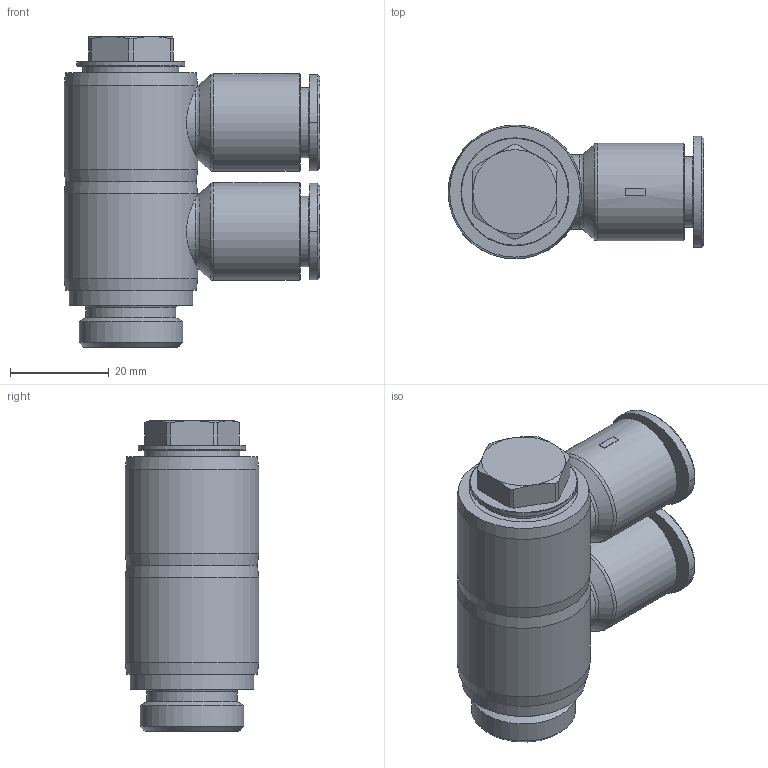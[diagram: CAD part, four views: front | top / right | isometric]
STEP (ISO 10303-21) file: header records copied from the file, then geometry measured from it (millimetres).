
FILE_DESCRIPTION((''),'2;1');
FILE_NAME('GPH_12G04(2)(3D).stp','2019-06-05T13:42:41',('Administrator'),(''),'Autodesk Inventor 2013','Autodesk Inventor 2013','');
FILE_SCHEMA(('CONFIG_CONTROL_DESIGN'));
Length unit declared in the file: millimetre
Products named in the file (3): GPH_12G04(2)(3D); ��ǰ1; GPH G04(2) BODY
Assembly tree (2 placements, depth 2):
  GPH_12G04(2)(3D)
    ��ǰ1
    GPH G04(2) BODY
Bounding box: 51.7 x 27 x 62.8 mm (x, y, z)
Volume: 56754.5 mm3; surface area: 17781.1 mm2
Topology: 4 solids, 5 shells, 773 faces, 2177 edges, 1444 vertices
Faces by surface type: plane 700, cylinder 27, cone 26, bspline 16, torus 4
Full cylindrical faces by diameter (mm): 12.2 x2, 14.2 x2, 18.2 x1, 19.4 x1, 19.7 x2, 20.96 x1, 21.8 x2, 22 x1, 25 x1, 27 x2
Entity records: 26065 total; most frequent: CARTESIAN_POINT 5550, ORIENTED_EDGE 4252, DIRECTION 3684, EDGE_CURVE 2126, VECTOR 1988, LINE 1988, VERTEX_POINT 1434, AXIS2_PLACEMENT_3D 848
